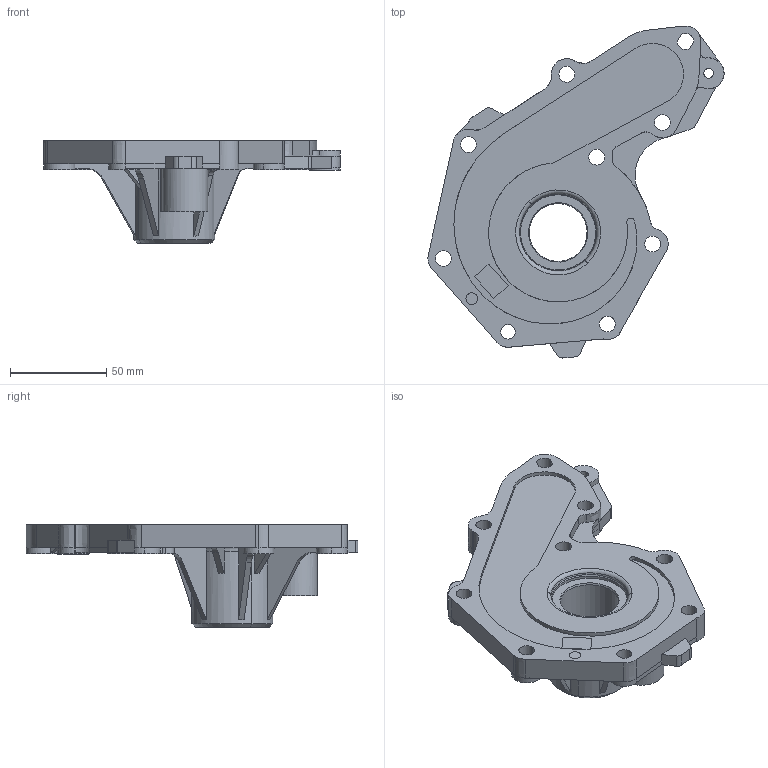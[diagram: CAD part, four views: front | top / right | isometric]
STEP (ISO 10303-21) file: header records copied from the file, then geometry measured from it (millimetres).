
FILE_DESCRIPTION(('CATIA V5 STEP Exchange'),'2;1');
FILE_NAME('CPEF.stp','2022-10-24T19:24:45+00:00',('none'),('none'),'CATIA Version 5 Release 20 GA (IN-10)','CATIA V5 STEP AP203','none');
FILE_SCHEMA(('CONFIG_CONTROL_DESIGN'));
Length unit declared in the file: millimetre
Products named in the file (1): CPEF-usinee
Bounding box: 153.5 x 172.08 x 53.3 mm (x, y, z)
Volume: 148279.1 mm3; surface area: 68070.8 mm2
Topology: 1 solids, 1 shells, 325 faces, 941 edges, 621 vertices
Faces by surface type: plane 136, cylinder 117, extrusion 51, torus 15, cone 6
Entity records: 11015 total; most frequent: CARTESIAN_POINT 3038, ORIENTED_EDGE 1882, DIRECTION 1206, EDGE_CURVE 941, VERTEX_POINT 621, VECTOR 511, AXIS2_PLACEMENT_3D 508, LINE 460
